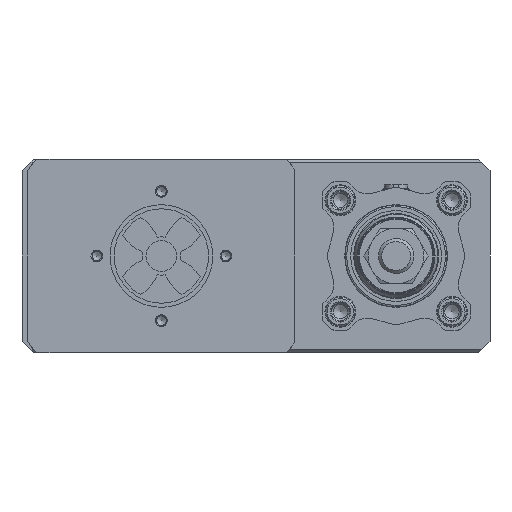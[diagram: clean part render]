
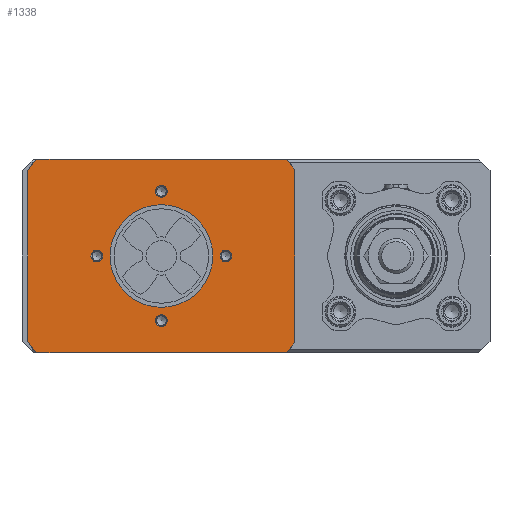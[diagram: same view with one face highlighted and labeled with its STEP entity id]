
A CAD part, left-side view. The second image highlights one B-rep face of the part: STEP entity #1338.
In plain terms, the highlighted face is planar.
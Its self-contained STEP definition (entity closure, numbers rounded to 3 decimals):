
#1338 = ADVANCED_FACE( '', ( #2831, #2832, #2833, #2834, #2835, #2836 ), #2837, .T. );
#2831 = FACE_BOUND( '', #4465, .T. );
#2832 = FACE_BOUND( '', #4466, .T. );
#2833 = FACE_BOUND( '', #4467, .T. );
#2834 = FACE_BOUND( '', #4468, .T. );
#2835 = FACE_BOUND( '', #4469, .T. );
#2836 = FACE_OUTER_BOUND( '', #4470, .T. );
#2837 = PLANE( '', #4471 );
#4465 = EDGE_LOOP( '', ( #7807 ) );
#4466 = EDGE_LOOP( '', ( #7808 ) );
#4467 = EDGE_LOOP( '', ( #7809 ) );
#4468 = EDGE_LOOP( '', ( #7810 ) );
#4469 = EDGE_LOOP( '', ( #7811 ) );
#4470 = EDGE_LOOP( '', ( #7812, #7813, #7814, #7815, #7816, #7817, #7818, #7819 ) );
#4471 = AXIS2_PLACEMENT_3D( '', #7820, #7821, #7822 );
#7807 = ORIENTED_EDGE( '', *, *, #9124, .T. );
#7808 = ORIENTED_EDGE( '', *, *, #10245, .T. );
#7809 = ORIENTED_EDGE( '', *, *, #10246, .T. );
#7810 = ORIENTED_EDGE( '', *, *, #9225, .T. );
#7811 = ORIENTED_EDGE( '', *, *, #10247, .F. );
#7812 = ORIENTED_EDGE( '', *, *, #10248, .F. );
#7813 = ORIENTED_EDGE( '', *, *, #9871, .T. );
#7814 = ORIENTED_EDGE( '', *, *, #10006, .F. );
#7815 = ORIENTED_EDGE( '', *, *, #9882, .T. );
#7816 = ORIENTED_EDGE( '', *, *, #9960, .F. );
#7817 = ORIENTED_EDGE( '', *, *, #10249, .T. );
#7818 = ORIENTED_EDGE( '', *, *, #9906, .F. );
#7819 = ORIENTED_EDGE( '', *, *, #10250, .T. );
#7820 = CARTESIAN_POINT( '', ( 0., 80., 11. ) );
#7821 = DIRECTION( '', ( 0., 0., 1. ) );
#7822 = DIRECTION( '', ( 1., 0., 0. ) );
#9124 = EDGE_CURVE( '', #10773, #10773, #10774, .T. );
#9225 = EDGE_CURVE( '', #10941, #10941, #10942, .T. );
#9871 = EDGE_CURVE( '', #11957, #11958, #11959, .T. );
#9882 = EDGE_CURVE( '', #11972, #11970, #11973, .T. );
#9906 = EDGE_CURVE( '', #12010, #12011, #12012, .T. );
#9960 = EDGE_CURVE( '', #12095, #11970, #12096, .T. );
#10006 = EDGE_CURVE( '', #11972, #11958, #12161, .T. );
#10245 = EDGE_CURVE( '', #12464, #12464, #12465, .T. );
#10246 = EDGE_CURVE( '', #12466, #12466, #12467, .T. );
#10247 = EDGE_CURVE( '', #12468, #12468, #12469, .T. );
#10248 = EDGE_CURVE( '', #11957, #12470, #12471, .T. );
#10249 = EDGE_CURVE( '', #12095, #12011, #12472, .T. );
#10250 = EDGE_CURVE( '', #12010, #12470, #12473, .T. );
#10773 = VERTEX_POINT( '', #13084 );
#10774 = CIRCLE( '', #13085, 2. );
#10941 = VERTEX_POINT( '', #13316 );
#10942 = CIRCLE( '', #13317, 2. );
#11957 = VERTEX_POINT( '', #14764 );
#11958 = VERTEX_POINT( '', #14765 );
#11959 = CIRCLE( '', #14766, 54. );
#11970 = VERTEX_POINT( '', #14781 );
#11972 = VERTEX_POINT( '', #14784 );
#11973 = CIRCLE( '', #14785, 54. );
#12010 = VERTEX_POINT( '', #14829 );
#12011 = VERTEX_POINT( '', #14830 );
#12012 = LINE( '', #14831, #14832 );
#12095 = VERTEX_POINT( '', #14959 );
#12096 = LINE( '', #14960, #14961 );
#12161 = LINE( '', #15046, #15047 );
#12464 = VERTEX_POINT( '', #15447 );
#12465 = CIRCLE( '', #15448, 2. );
#12466 = VERTEX_POINT( '', #15449 );
#12467 = CIRCLE( '', #15450, 2. );
#12468 = VERTEX_POINT( '', #15451 );
#12469 = CIRCLE( '', #15452, 17.5 );
#12470 = VERTEX_POINT( '', #15453 );
#12471 = LINE( '', #15454, #15455 );
#12472 = CIRCLE( '', #15456, 54. );
#12473 = CIRCLE( '', #15457, 54. );
#13084 = CARTESIAN_POINT( '', ( 20., 80., 11. ) );
#13085 = AXIS2_PLACEMENT_3D( '', #16000, #16001, #16002 );
#13316 = CARTESIAN_POINT( '', ( -2., 102., 11. ) );
#13317 = AXIS2_PLACEMENT_3D( '', #16133, #16134, #16135 );
#14764 = CARTESIAN_POINT( '', ( -33., 37.257, 11. ) );
#14765 = CARTESIAN_POINT( '', ( -29.082, 34.5, 11. ) );
#14766 = AXIS2_PLACEMENT_3D( '', #16961, #16962, #16963 );
#14781 = CARTESIAN_POINT( '', ( 33., 37.257, 11. ) );
#14784 = CARTESIAN_POINT( '', ( 29.082, 34.5, 11. ) );
#14785 = AXIS2_PLACEMENT_3D( '', #16972, #16973, #16974 );
#14829 = CARTESIAN_POINT( '', ( -29.082, 125.5, 11. ) );
#14830 = CARTESIAN_POINT( '', ( 29.082, 125.5, 11. ) );
#14831 = CARTESIAN_POINT( '', ( 0., 125.5, 11. ) );
#14832 = VECTOR( '', #17009, 1000. );
#14959 = CARTESIAN_POINT( '', ( 33., 122.743, 11. ) );
#14960 = CARTESIAN_POINT( '', ( 33., 80., 11. ) );
#14961 = VECTOR( '', #17070, 1000. );
#15046 = CARTESIAN_POINT( '', ( 0., 34.5, 11. ) );
#15047 = VECTOR( '', #17142, 1000. );
#15447 = CARTESIAN_POINT( '', ( -24., 80., 11. ) );
#15448 = AXIS2_PLACEMENT_3D( '', #17427, #17428, #17429 );
#15449 = CARTESIAN_POINT( '', ( -2., 58., 11. ) );
#15450 = AXIS2_PLACEMENT_3D( '', #17430, #17431, #17432 );
#15451 = CARTESIAN_POINT( '', ( 17.5, 80., 11. ) );
#15452 = AXIS2_PLACEMENT_3D( '', #17433, #17434, #17435 );
#15453 = CARTESIAN_POINT( '', ( -33., 122.743, 11. ) );
#15454 = CARTESIAN_POINT( '', ( -33., 80., 11. ) );
#15455 = VECTOR( '', #17436, 1000. );
#15456 = AXIS2_PLACEMENT_3D( '', #17437, #17438, #17439 );
#15457 = AXIS2_PLACEMENT_3D( '', #17440, #17441, #17442 );
#16000 = CARTESIAN_POINT( '', ( 22., 80., 11. ) );
#16001 = DIRECTION( '', ( 0., 0., -1. ) );
#16002 = DIRECTION( '', ( -1., 0., 0. ) );
#16133 = CARTESIAN_POINT( '', ( 0., 102., 11. ) );
#16134 = DIRECTION( '', ( 0., 0., -1. ) );
#16135 = DIRECTION( '', ( -1., 0., 0. ) );
#16961 = CARTESIAN_POINT( '', ( 0., 80., 11. ) );
#16962 = DIRECTION( '', ( 0., 0., 1. ) );
#16963 = DIRECTION( '', ( 1., 0., 0. ) );
#16972 = CARTESIAN_POINT( '', ( 0., 80., 11. ) );
#16973 = DIRECTION( '', ( 0., 0., 1. ) );
#16974 = DIRECTION( '', ( 1., 0., 0. ) );
#17009 = DIRECTION( '', ( 1., 0., 0. ) );
#17070 = DIRECTION( '', ( 0., -1., 0. ) );
#17142 = DIRECTION( '', ( -1., 0., 0. ) );
#17427 = CARTESIAN_POINT( '', ( -22., 80., 11. ) );
#17428 = DIRECTION( '', ( 0., 0., -1. ) );
#17429 = DIRECTION( '', ( -1., 0., 0. ) );
#17430 = CARTESIAN_POINT( '', ( 0., 58., 11. ) );
#17431 = DIRECTION( '', ( 0., 0., -1. ) );
#17432 = DIRECTION( '', ( -1., 0., 0. ) );
#17433 = CARTESIAN_POINT( '', ( 0., 80., 11. ) );
#17434 = DIRECTION( '', ( 0., 0., 1. ) );
#17435 = DIRECTION( '', ( 1., 0., 0. ) );
#17436 = DIRECTION( '', ( 0., 1., 0. ) );
#17437 = CARTESIAN_POINT( '', ( 0., 80., 11. ) );
#17438 = DIRECTION( '', ( 0., 0., 1. ) );
#17439 = DIRECTION( '', ( 1., 0., 0. ) );
#17440 = CARTESIAN_POINT( '', ( 0., 80., 11. ) );
#17441 = DIRECTION( '', ( 0., 0., 1. ) );
#17442 = DIRECTION( '', ( 1., 0., 0. ) );
